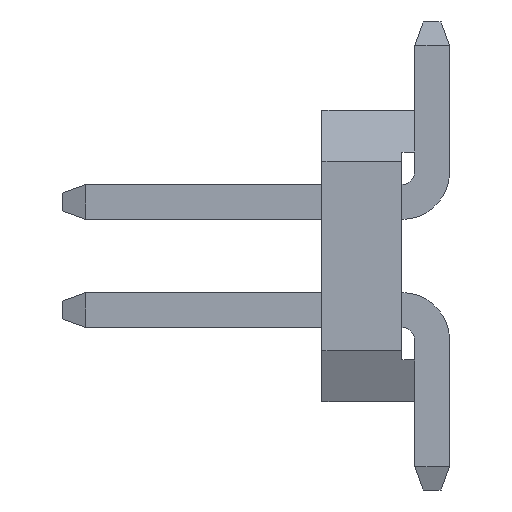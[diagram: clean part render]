
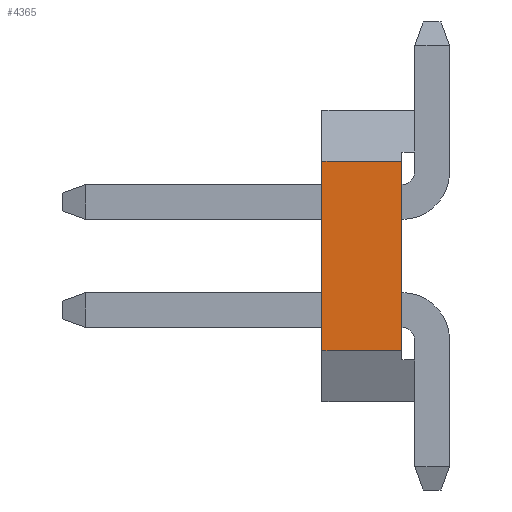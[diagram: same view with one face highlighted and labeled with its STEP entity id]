
A CAD part, left-side view. The second image highlights one B-rep face of the part: STEP entity #4365.
In plain terms, the highlighted planar face has unit normal (-1, 0, 0).
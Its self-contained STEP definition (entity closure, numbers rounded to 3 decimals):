
#109 = CARTESIAN_POINT ( 'NONE',  ( -3.175, 0.56, 1.715 ) ) ;
#193 = PLANE ( 'NONE',  #1920 ) ;
#211 = LINE ( 'NONE', #236, #4479 ) ;
#236 = CARTESIAN_POINT ( 'NONE',  ( -3.175, -7.217, 1.115 ) ) ;
#307 = LINE ( 'NONE', #1816, #3265 ) ;
#636 = DIRECTION ( 'NONE',  ( 0., -1., 0. ) ) ;
#997 = DIRECTION ( 'NONE',  ( 0., 0., 1. ) ) ;
#1716 = EDGE_CURVE ( 'NONE', #1937, #3380, #211, .T. ) ;
#1755 = FACE_OUTER_BOUND ( 'NONE', #2362, .T. ) ;
#1816 = CARTESIAN_POINT ( 'NONE',  ( -3.175, -7.217, -1.115 ) ) ;
#1819 = VERTEX_POINT ( 'NONE', #4305 ) ;
#1920 = AXIS2_PLACEMENT_3D ( 'NONE', #3217, #4268, #997 ) ;
#1935 = CARTESIAN_POINT ( 'NONE',  ( -3.175, 1.5, 1.115 ) ) ;
#1937 = VERTEX_POINT ( 'NONE', #1935 ) ;
#2012 = DIRECTION ( 'NONE',  ( 0., 0., -1. ) ) ;
#2107 = LINE ( 'NONE', #109, #4488 ) ;
#2178 = DIRECTION ( 'NONE',  ( 0., 0., 1. ) ) ;
#2362 = EDGE_LOOP ( 'NONE', ( #3745, #2652, #4750, #4514 ) ) ;
#2652 = ORIENTED_EDGE ( 'NONE', *, *, #1716, .F. ) ;
#2790 = EDGE_CURVE ( 'NONE', #3380, #4803, #2107, .T. ) ;
#2851 = EDGE_CURVE ( 'NONE', #4803, #1819, #307, .T. ) ;
#2873 = EDGE_CURVE ( 'NONE', #1819, #1937, #3333, .T. ) ;
#3217 = CARTESIAN_POINT ( 'NONE',  ( -3.175, -7.217, 1.715 ) ) ;
#3265 = VECTOR ( 'NONE', #4419, 1000. ) ;
#3333 = LINE ( 'NONE', #4436, #3653 ) ;
#3380 = VERTEX_POINT ( 'NONE', #3706 ) ;
#3653 = VECTOR ( 'NONE', #2178, 1000. ) ;
#3706 = CARTESIAN_POINT ( 'NONE',  ( -3.175, 0.56, 1.115 ) ) ;
#3745 = ORIENTED_EDGE ( 'NONE', *, *, #2790, .F. ) ;
#3997 = CARTESIAN_POINT ( 'NONE',  ( -3.175, 0.56, -1.115 ) ) ;
#4268 = DIRECTION ( 'NONE',  ( -1., 0., 0. ) ) ;
#4305 = CARTESIAN_POINT ( 'NONE',  ( -3.175, 1.5, -1.115 ) ) ;
#4365 = ADVANCED_FACE ( 'NONE', ( #1755 ), #193, .T. ) ;
#4419 = DIRECTION ( 'NONE',  ( 0., 1., 0. ) ) ;
#4436 = CARTESIAN_POINT ( 'NONE',  ( -3.175, 1.5, 1.715 ) ) ;
#4479 = VECTOR ( 'NONE', #636, 1000. ) ;
#4488 = VECTOR ( 'NONE', #2012, 1000. ) ;
#4514 = ORIENTED_EDGE ( 'NONE', *, *, #2851, .F. ) ;
#4750 = ORIENTED_EDGE ( 'NONE', *, *, #2873, .F. ) ;
#4803 = VERTEX_POINT ( 'NONE', #3997 ) ;
